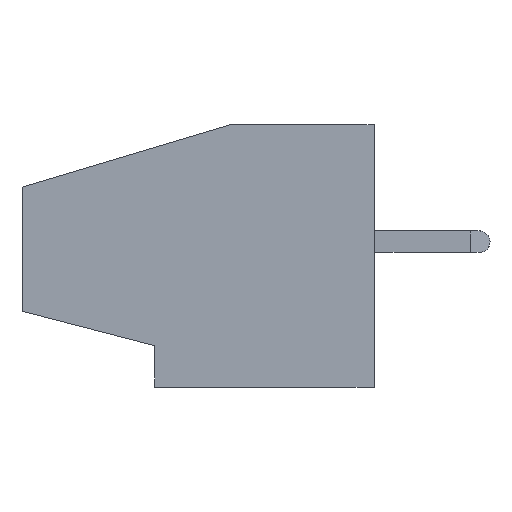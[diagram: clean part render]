
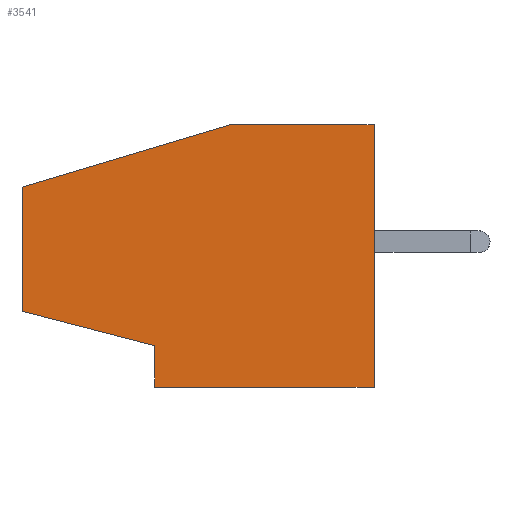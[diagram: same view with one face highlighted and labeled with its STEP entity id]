
A CAD part, left-side view. The second image highlights one B-rep face of the part: STEP entity #3541.
In plain terms, the highlighted planar face has unit normal (-1, 0, 0).
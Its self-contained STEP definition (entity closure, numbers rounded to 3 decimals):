
#87 = VECTOR ( 'NONE', #3062, 1000. ) ;
#176 = ORIENTED_EDGE ( 'NONE', *, *, #7795, .F. ) ;
#233 = EDGE_CURVE ( 'NONE', #7532, #3310, #5116, .T. ) ;
#291 = VECTOR ( 'NONE', #4546, 1000. ) ;
#450 = LINE ( 'NONE', #1682, #7447 ) ;
#453 = CARTESIAN_POINT ( 'NONE',  ( 0., 5.3, -2.5 ) ) ;
#481 = CARTESIAN_POINT ( 'NONE',  ( 0., 8.5, -1.67 ) ) ;
#519 = CARTESIAN_POINT ( 'NONE',  ( 0., 5.3, -3.5 ) ) ;
#681 = PLANE ( 'NONE',  #6280 ) ;
#809 = DIRECTION ( 'NONE',  ( -1., 0., 0. ) ) ;
#1053 = VERTEX_POINT ( 'NONE', #481 ) ;
#1120 = VERTEX_POINT ( 'NONE', #5866 ) ;
#1186 = LINE ( 'NONE', #3774, #5898 ) ;
#1202 = DIRECTION ( 'NONE',  ( 0., -1., 0. ) ) ;
#1373 = EDGE_CURVE ( 'NONE', #3310, #5123, #450, .T. ) ;
#1493 = ORIENTED_EDGE ( 'NONE', *, *, #2907, .F. ) ;
#1682 = CARTESIAN_POINT ( 'NONE',  ( 0., 0., -3.5 ) ) ;
#1694 = EDGE_LOOP ( 'NONE', ( #2234, #5141, #3166, #1493, #176, #2608, #3379 ) ) ;
#2032 = VERTEX_POINT ( 'NONE', #8020 ) ;
#2234 = ORIENTED_EDGE ( 'NONE', *, *, #7054, .F. ) ;
#2490 = VERTEX_POINT ( 'NONE', #519 ) ;
#2496 = LINE ( 'NONE', #8317, #6992 ) ;
#2583 = DIRECTION ( 'NONE',  ( 0., 0.968, 0.251 ) ) ;
#2608 = ORIENTED_EDGE ( 'NONE', *, *, #4938, .F. ) ;
#2907 = EDGE_CURVE ( 'NONE', #2032, #7532, #1186, .T. ) ;
#3062 = DIRECTION ( 'NONE',  ( 0., 0., 1. ) ) ;
#3166 = ORIENTED_EDGE ( 'NONE', *, *, #233, .F. ) ;
#3210 = CARTESIAN_POINT ( 'NONE',  ( 0., 0., 2.83 ) ) ;
#3284 = FACE_OUTER_BOUND ( 'NONE', #1694, .T. ) ;
#3310 = VERTEX_POINT ( 'NONE', #4760 ) ;
#3379 = ORIENTED_EDGE ( 'NONE', *, *, #4892, .F. ) ;
#3407 = DIRECTION ( 'NONE',  ( 0., 0., 1. ) ) ;
#3541 = ADVANCED_FACE ( 'NONE', ( #3284 ), #681, .T. ) ;
#3774 = CARTESIAN_POINT ( 'NONE',  ( 0., 3.5, 2.83 ) ) ;
#4078 = CARTESIAN_POINT ( 'NONE',  ( 0., 0., 0. ) ) ;
#4079 = VECTOR ( 'NONE', #1202, 1000. ) ;
#4428 = VECTOR ( 'NONE', #5671, 1000. ) ;
#4546 = DIRECTION ( 'NONE',  ( 0., 0., 1. ) ) ;
#4760 = CARTESIAN_POINT ( 'NONE',  ( 0., 0., 2.83 ) ) ;
#4892 = EDGE_CURVE ( 'NONE', #2490, #1120, #5637, .T. ) ;
#4938 = EDGE_CURVE ( 'NONE', #1120, #1053, #2496, .T. ) ;
#4995 = CARTESIAN_POINT ( 'NONE',  ( 0., 5.3, -3.5 ) ) ;
#5116 = LINE ( 'NONE', #3210, #4079 ) ;
#5123 = VERTEX_POINT ( 'NONE', #6835 ) ;
#5141 = ORIENTED_EDGE ( 'NONE', *, *, #1373, .F. ) ;
#5637 = LINE ( 'NONE', #453, #87 ) ;
#5671 = DIRECTION ( 'NONE',  ( 0., 1., 0. ) ) ;
#5866 = CARTESIAN_POINT ( 'NONE',  ( 0., 5.3, -2.5 ) ) ;
#5898 = VECTOR ( 'NONE', #6344, 1000. ) ;
#6280 = AXIS2_PLACEMENT_3D ( 'NONE', #4078, #809, #3407 ) ;
#6295 = DIRECTION ( 'NONE',  ( 0., 0., -1. ) ) ;
#6344 = DIRECTION ( 'NONE',  ( 0., -0.958, 0.287 ) ) ;
#6835 = CARTESIAN_POINT ( 'NONE',  ( 0., 0., -3.5 ) ) ;
#6990 = LINE ( 'NONE', #7607, #291 ) ;
#6992 = VECTOR ( 'NONE', #2583, 1000. ) ;
#7054 = EDGE_CURVE ( 'NONE', #5123, #2490, #8140, .T. ) ;
#7447 = VECTOR ( 'NONE', #6295, 1000. ) ;
#7532 = VERTEX_POINT ( 'NONE', #7917 ) ;
#7607 = CARTESIAN_POINT ( 'NONE',  ( 0., 8.5, 1.33 ) ) ;
#7795 = EDGE_CURVE ( 'NONE', #1053, #2032, #6990, .T. ) ;
#7917 = CARTESIAN_POINT ( 'NONE',  ( 0., 3.5, 2.83 ) ) ;
#8020 = CARTESIAN_POINT ( 'NONE',  ( 0., 8.5, 1.33 ) ) ;
#8140 = LINE ( 'NONE', #4995, #4428 ) ;
#8317 = CARTESIAN_POINT ( 'NONE',  ( 0., 8.5, -1.67 ) ) ;
